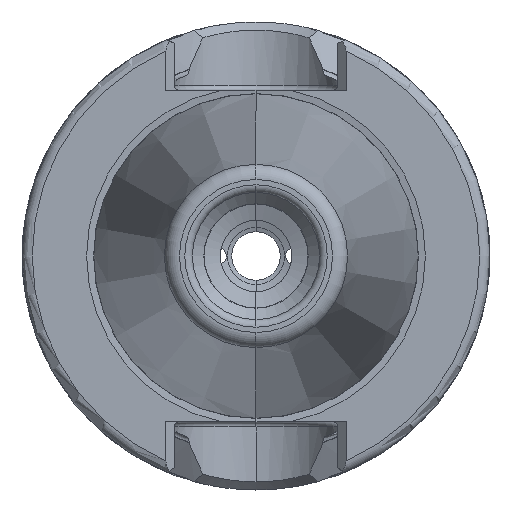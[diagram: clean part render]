
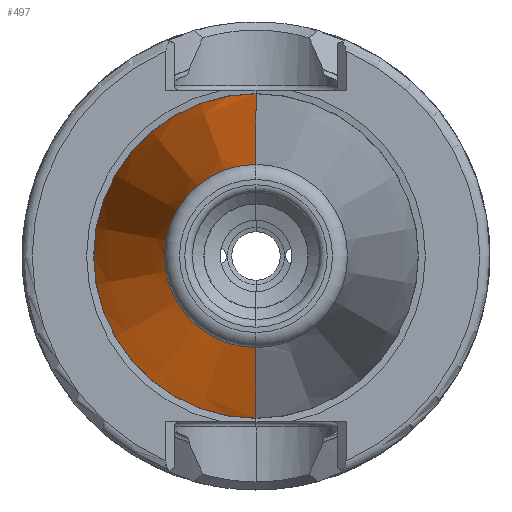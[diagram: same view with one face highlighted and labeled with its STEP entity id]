
A CAD part, left-side view. The second image highlights one B-rep face of the part: STEP entity #497.
In plain terms, the highlighted conical face has half-angle 8.297 degrees and reference radius 15.948 mm.
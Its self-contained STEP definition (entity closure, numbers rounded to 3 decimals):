
#311 = CARTESIAN_POINT ( 'NONE',  ( -52.9, 0., -15.948 ) ) ;
#330 = EDGE_CURVE ( 'NONE', #856, #1112, #2032, .T. ) ;
#396 = VECTOR ( 'NONE', #1949, 1000. ) ;
#425 = DIRECTION ( 'NONE',  ( 0.99, 0., 0.144 ) ) ;
#492 = EDGE_LOOP ( 'NONE', ( #3026, #3776, #1752, #3174 ) ) ;
#497 = ADVANCED_FACE ( 'NONE', ( #2874 ), #937, .T. ) ;
#818 = CARTESIAN_POINT ( 'NONE',  ( -52.9, 0., 15.948 ) ) ;
#856 = VERTEX_POINT ( 'NONE', #1042 ) ;
#937 = CONICAL_SURFACE ( 'NONE', #2064, 15.948, 0.145 ) ;
#1042 = CARTESIAN_POINT ( 'NONE',  ( -52.9, 0., 15.948 ) ) ;
#1092 = CARTESIAN_POINT ( 'NONE',  ( -52.9, 0., -15.948 ) ) ;
#1101 = EDGE_CURVE ( 'NONE', #2401, #856, #2960, .T. ) ;
#1112 = VERTEX_POINT ( 'NONE', #1092 ) ;
#1150 = EDGE_CURVE ( 'NONE', #2401, #2365, #2915, .T. ) ;
#1225 = AXIS2_PLACEMENT_3D ( 'NONE', #2826, #2814, #2808 ) ;
#1349 = CARTESIAN_POINT ( 'NONE',  ( -100.516, 0., -9.004 ) ) ;
#1377 = CARTESIAN_POINT ( 'NONE',  ( -100.516, 0., 9.004 ) ) ;
#1445 = CARTESIAN_POINT ( 'NONE',  ( -100.516, 0., 0. ) ) ;
#1472 = DIRECTION ( 'NONE',  ( 0., 0., 1. ) ) ;
#1565 = DIRECTION ( 'NONE',  ( -1., 0., 0. ) ) ;
#1752 = ORIENTED_EDGE ( 'NONE', *, *, #330, .T. ) ;
#1839 = CARTESIAN_POINT ( 'NONE',  ( -52.9, 0., 0. ) ) ;
#1844 = DIRECTION ( 'NONE',  ( 0., 0., -1. ) ) ;
#1853 = DIRECTION ( 'NONE',  ( 1., 0., 0. ) ) ;
#1941 = AXIS2_PLACEMENT_3D ( 'NONE', #1445, #1565, #1472 ) ;
#1949 = DIRECTION ( 'NONE',  ( 0.99, 0., -0.144 ) ) ;
#2032 = CIRCLE ( 'NONE', #1225, 15.948 ) ;
#2064 = AXIS2_PLACEMENT_3D ( 'NONE', #1839, #1853, #1844 ) ;
#2365 = VERTEX_POINT ( 'NONE', #1349 ) ;
#2401 = VERTEX_POINT ( 'NONE', #1377 ) ;
#2695 = EDGE_CURVE ( 'NONE', #2365, #1112, #2996, .T. ) ;
#2808 = DIRECTION ( 'NONE',  ( 0., 0., 1. ) ) ;
#2814 = DIRECTION ( 'NONE',  ( -1., 0., 0. ) ) ;
#2826 = CARTESIAN_POINT ( 'NONE',  ( -52.9, 0., 0. ) ) ;
#2874 = FACE_OUTER_BOUND ( 'NONE', #492, .T. ) ;
#2915 = CIRCLE ( 'NONE', #1941, 9.004 ) ;
#2960 = LINE ( 'NONE', #818, #3080 ) ;
#2996 = LINE ( 'NONE', #311, #396 ) ;
#3026 = ORIENTED_EDGE ( 'NONE', *, *, #1150, .F. ) ;
#3080 = VECTOR ( 'NONE', #425, 1000. ) ;
#3174 = ORIENTED_EDGE ( 'NONE', *, *, #2695, .F. ) ;
#3776 = ORIENTED_EDGE ( 'NONE', *, *, #1101, .T. ) ;
